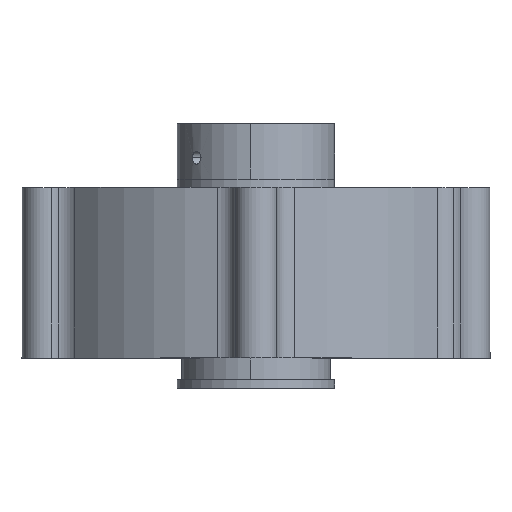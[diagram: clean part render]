
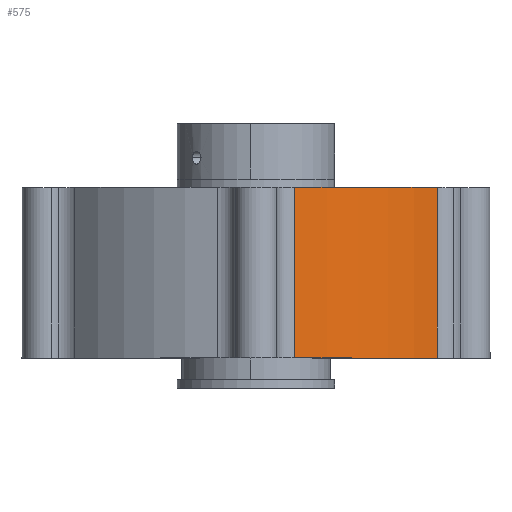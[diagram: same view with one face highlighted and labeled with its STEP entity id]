
A CAD part, top view. The second image highlights one B-rep face of the part: STEP entity #575.
In plain terms, the highlighted cylindrical face has radius 55 mm (diameter 110 mm), a partial arc.
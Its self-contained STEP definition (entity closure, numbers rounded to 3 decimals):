
#381 = AXIS2_PLACEMENT_3D ( 'NONE', #10158, #15176, #6907 ) ;
#575 = ADVANCED_FACE ( 'NONE', ( #13610 ), #11819, .T. ) ;
#1485 = DIRECTION ( 'NONE',  ( 0., -1., 0. ) ) ;
#3160 = EDGE_CURVE ( 'NONE', #10857, #6804, #9090, .T. ) ;
#3547 = VERTEX_POINT ( 'NONE', #5892 ) ;
#3650 = CARTESIAN_POINT ( 'NONE',  ( -9.001, -30., -54.258 ) ) ;
#4094 = CIRCLE ( 'NONE', #16577, 55. ) ;
#4720 = ORIENTED_EDGE ( 'NONE', *, *, #5698, .F. ) ;
#5080 = AXIS2_PLACEMENT_3D ( 'NONE', #17218, #1485, #10282 ) ;
#5323 = DIRECTION ( 'NONE',  ( 0., 1., 0. ) ) ;
#5698 = EDGE_CURVE ( 'NONE', #6804, #3547, #4094, .T. ) ;
#5892 = CARTESIAN_POINT ( 'NONE',  ( -42.489, 4., -34.925 ) ) ;
#6657 = CARTESIAN_POINT ( 'NONE',  ( -9.001, -36., -54.258 ) ) ;
#6804 = VERTEX_POINT ( 'NONE', #17515 ) ;
#6907 = DIRECTION ( 'NONE',  ( 0., 0., 1. ) ) ;
#7192 = ORIENTED_EDGE ( 'NONE', *, *, #3160, .F. ) ;
#7379 = CARTESIAN_POINT ( 'NONE',  ( -42.489, -30., -34.925 ) ) ;
#7841 = ORIENTED_EDGE ( 'NONE', *, *, #13709, .T. ) ;
#8282 = CIRCLE ( 'NONE', #5080, 55. ) ;
#8299 = CARTESIAN_POINT ( 'NONE',  ( -42.489, -36., -34.925 ) ) ;
#9061 = LINE ( 'NONE', #7379, #13602 ) ;
#9090 = LINE ( 'NONE', #3650, #21435 ) ;
#10158 = CARTESIAN_POINT ( 'NONE',  ( 0., -30., 0. ) ) ;
#10282 = DIRECTION ( 'NONE',  ( 0., 0., -1. ) ) ;
#10857 = VERTEX_POINT ( 'NONE', #6657 ) ;
#11819 = CYLINDRICAL_SURFACE ( 'NONE', #381, 55. ) ;
#12118 = DIRECTION ( 'NONE',  ( 0., 0., 1. ) ) ;
#13602 = VECTOR ( 'NONE', #14206, 1000. ) ;
#13610 = FACE_OUTER_BOUND ( 'NONE', #15562, .T. ) ;
#13709 = EDGE_CURVE ( 'NONE', #17704, #3547, #9061, .T. ) ;
#14206 = DIRECTION ( 'NONE',  ( 0., 1., 0. ) ) ;
#15176 = DIRECTION ( 'NONE',  ( 0., 1., 0. ) ) ;
#15361 = CARTESIAN_POINT ( 'NONE',  ( 0., 4., 0. ) ) ;
#15562 = EDGE_LOOP ( 'NONE', ( #15751, #7841, #4720, #7192 ) ) ;
#15679 = DIRECTION ( 'NONE',  ( 0., 1., 0. ) ) ;
#15751 = ORIENTED_EDGE ( 'NONE', *, *, #16707, .F. ) ;
#16577 = AXIS2_PLACEMENT_3D ( 'NONE', #15361, #5323, #12118 ) ;
#16707 = EDGE_CURVE ( 'NONE', #17704, #10857, #8282, .T. ) ;
#17218 = CARTESIAN_POINT ( 'NONE',  ( 0., -36., 0. ) ) ;
#17515 = CARTESIAN_POINT ( 'NONE',  ( -9.001, 4., -54.258 ) ) ;
#17704 = VERTEX_POINT ( 'NONE', #8299 ) ;
#21435 = VECTOR ( 'NONE', #15679, 1000. ) ;
